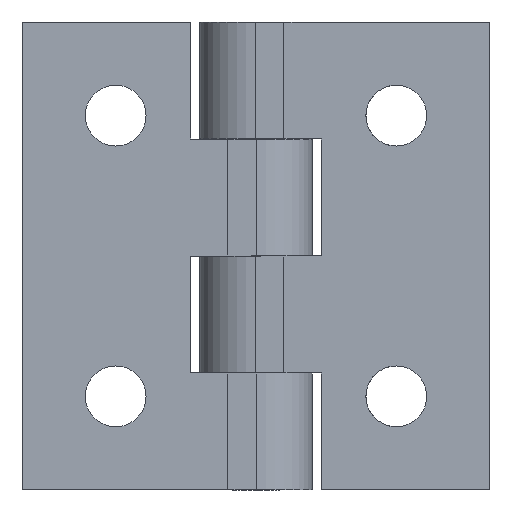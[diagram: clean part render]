
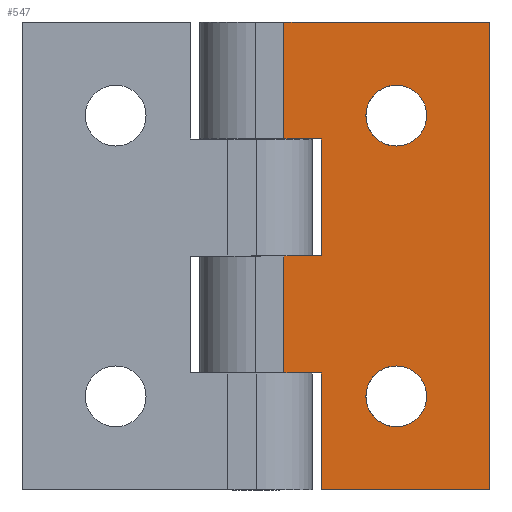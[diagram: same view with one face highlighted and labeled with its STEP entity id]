
A CAD part, front view. The second image highlights one B-rep face of the part: STEP entity #547.
In plain terms, the highlighted planar face has unit normal (-0.003, -1, 0).
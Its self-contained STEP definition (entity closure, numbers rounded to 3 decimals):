
#34=LINE('',#846,#77);
#35=LINE('',#848,#78);
#36=LINE('',#850,#79);
#37=LINE('',#852,#80);
#38=LINE('',#854,#81);
#39=LINE('',#856,#82);
#40=LINE('',#858,#83);
#41=LINE('',#860,#84);
#42=LINE('',#862,#85);
#43=LINE('',#863,#86);
#77=VECTOR('',#665,12.5);
#78=VECTOR('',#666,18.);
#79=VECTOR('',#667,50.);
#80=VECTOR('',#668,22.);
#81=VECTOR('',#669,12.5);
#82=VECTOR('',#670,4.);
#83=VECTOR('',#671,12.5);
#84=VECTOR('',#672,4.);
#85=VECTOR('',#673,12.5);
#86=VECTOR('',#674,4.);
#120=PLANE('',#588);
#144=FACE_BOUND('',#200,.T.);
#145=FACE_BOUND('',#201,.T.);
#163=FACE_OUTER_BOUND('',#199,.T.);
#199=EDGE_LOOP('',(#399,#400,#401,#402,#403,#404,#405,#406,#407,#408));
#200=EDGE_LOOP('',(#409));
#201=EDGE_LOOP('',(#410));
#242=CIRCLE('',#582,3.25);
#246=CIRCLE('',#589,3.25);
#269=VERTEX_POINT('',#826);
#274=VERTEX_POINT('',#844);
#275=VERTEX_POINT('',#845);
#276=VERTEX_POINT('',#847);
#277=VERTEX_POINT('',#849);
#278=VERTEX_POINT('',#851);
#279=VERTEX_POINT('',#853);
#280=VERTEX_POINT('',#855);
#281=VERTEX_POINT('',#857);
#282=VERTEX_POINT('',#859);
#283=VERTEX_POINT('',#861);
#284=VERTEX_POINT('',#864);
#321=EDGE_CURVE('',#269,#269,#242,.T.);
#326=EDGE_CURVE('',#274,#275,#34,.T.);
#327=EDGE_CURVE('',#276,#274,#35,.T.);
#328=EDGE_CURVE('',#276,#277,#36,.T.);
#329=EDGE_CURVE('',#277,#278,#37,.T.);
#330=EDGE_CURVE('',#279,#278,#38,.T.);
#331=EDGE_CURVE('',#280,#279,#39,.T.);
#332=EDGE_CURVE('',#280,#281,#40,.T.);
#333=EDGE_CURVE('',#281,#282,#41,.T.);
#334=EDGE_CURVE('',#283,#282,#42,.T.);
#335=EDGE_CURVE('',#275,#283,#43,.T.);
#336=EDGE_CURVE('',#284,#284,#246,.T.);
#399=ORIENTED_EDGE('',*,*,#326,.F.);
#400=ORIENTED_EDGE('',*,*,#327,.F.);
#401=ORIENTED_EDGE('',*,*,#328,.T.);
#402=ORIENTED_EDGE('',*,*,#329,.T.);
#403=ORIENTED_EDGE('',*,*,#330,.F.);
#404=ORIENTED_EDGE('',*,*,#331,.F.);
#405=ORIENTED_EDGE('',*,*,#332,.T.);
#406=ORIENTED_EDGE('',*,*,#333,.T.);
#407=ORIENTED_EDGE('',*,*,#334,.F.);
#408=ORIENTED_EDGE('',*,*,#335,.F.);
#409=ORIENTED_EDGE('',*,*,#336,.F.);
#410=ORIENTED_EDGE('',*,*,#321,.F.);
#547=ADVANCED_FACE('',(#163,#144,#145),#120,.F.);
#582=AXIS2_PLACEMENT_3D('',#827,#651,#652);
#588=AXIS2_PLACEMENT_3D('',#843,#663,#664);
#589=AXIS2_PLACEMENT_3D('',#865,#675,#676);
#651=DIRECTION('center_axis',(0.,-1.,0.));
#652=DIRECTION('ref_axis',(0.,0.,-1.));
#663=DIRECTION('center_axis',(0.,1.,0.));
#664=DIRECTION('ref_axis',(0.,0.,1.));
#665=DIRECTION('',(0.,0.,-1.));
#666=DIRECTION('',(1.,0.,0.));
#667=DIRECTION('',(0.,0.,-1.));
#668=DIRECTION('',(1.,0.,0.));
#669=DIRECTION('',(0.,0.,-1.));
#670=DIRECTION('',(1.,0.,0.));
#671=DIRECTION('',(0.,0.,1.));
#672=DIRECTION('',(1.,0.,0.));
#673=DIRECTION('',(0.,0.,-1.));
#674=DIRECTION('',(1.,0.,0.));
#675=DIRECTION('center_axis',(0.,-1.,0.));
#676=DIRECTION('ref_axis',(0.,0.,-1.));
#826=CARTESIAN_POINT('',(-15.,0.,11.75));
#827=CARTESIAN_POINT('Origin',(-15.,0.,15.));
#843=CARTESIAN_POINT('Origin',(-25.,0.,25.));
#844=CARTESIAN_POINT('',(-7.,0.,25.));
#845=CARTESIAN_POINT('',(-7.,0.,12.5));
#846=CARTESIAN_POINT('',(-7.,0.,25.));
#847=CARTESIAN_POINT('',(-25.,0.,25.));
#848=CARTESIAN_POINT('',(-25.,0.,25.));
#849=CARTESIAN_POINT('',(-25.,0.,-25.));
#850=CARTESIAN_POINT('',(-25.,0.,25.));
#851=CARTESIAN_POINT('',(-3.,0.,-25.));
#852=CARTESIAN_POINT('',(-25.,0.,-25.));
#853=CARTESIAN_POINT('',(-3.,0.,-12.5));
#854=CARTESIAN_POINT('',(-3.,0.,25.));
#855=CARTESIAN_POINT('',(-7.,0.,-12.5));
#856=CARTESIAN_POINT('',(-7.,0.,-12.5));
#857=CARTESIAN_POINT('',(-7.,0.,0.));
#858=CARTESIAN_POINT('',(-7.,0.,-12.5));
#859=CARTESIAN_POINT('',(-3.,0.,0.));
#860=CARTESIAN_POINT('',(-7.,0.,0.));
#861=CARTESIAN_POINT('',(-3.,0.,12.5));
#862=CARTESIAN_POINT('',(-3.,0.,25.));
#863=CARTESIAN_POINT('',(-7.,0.,12.5));
#864=CARTESIAN_POINT('',(-15.,0.,-18.25));
#865=CARTESIAN_POINT('Origin',(-15.,0.,-15.));
